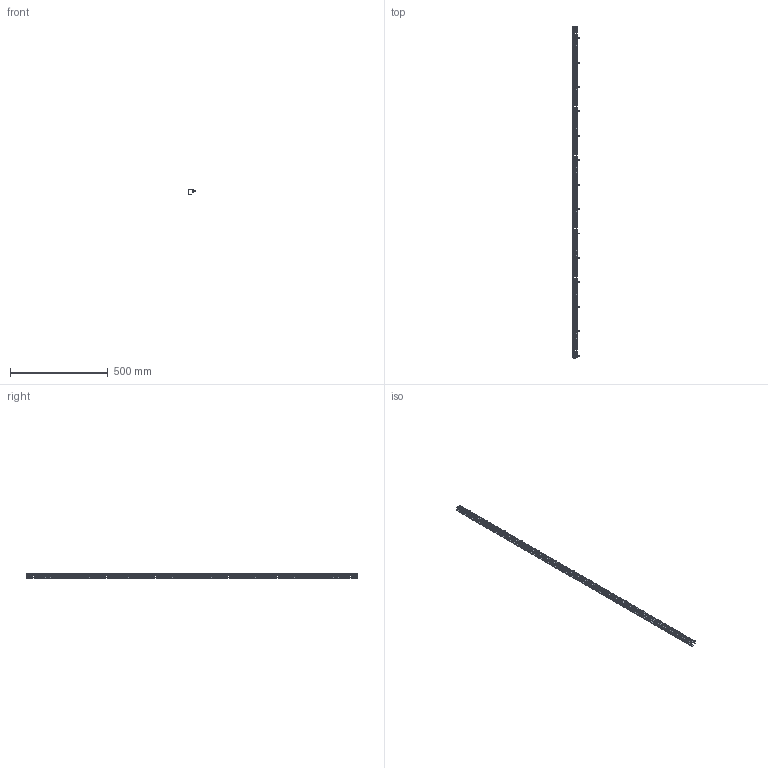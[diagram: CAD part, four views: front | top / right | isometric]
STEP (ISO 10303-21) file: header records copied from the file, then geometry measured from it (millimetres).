
FILE_DESCRIPTION (( 'STEP AP203' ), '1' );
FILE_NAME ('UR52800170202 Øèíà àäàïòåðíàÿ RS52 180.00 (000.801.528).STEP', '2022-04-18T10:22:24', ( '' ), ( '' ), 'SwSTEP 2.0', 'SolidWorks 2017', '' );
FILE_SCHEMA (( 'CONFIG_CONTROL_DESIGN' ));
Length unit declared in the file: millimetre
Products named in the file (3): Âèíò DIN 7500 C TORX_Œ5å12; UR52800170202 Øèíà àäàïòåðíàÿ RS52 180.00 (000.801.528); 030-107 Øèíà àäàïòåðíàÿ_00 (180)
Assembly tree (15 placements, depth 2):
  UR52800170202 Øèíà àäàïòåðíàÿ RS52 180.00 (000.801.528)
    030-107 Øèíà àäàïòåðíàÿ_00 (180)
    Âèíò DIN 7500 C TORX_Œ5å12  x14
Bounding box: 35.1 x 1700 x 24.5 mm (x, y, z)
Volume: 124472.1 mm3; surface area: 198766.5 mm2
Topology: 15 solids, 15 shells, 2826 faces, 8126 edges, 5128 vertices
Faces by surface type: plane 1588, cylinder 1154, cone 56, sphere 28
Entity records: 77119 total; most frequent: ORIENTED_EDGE 13340, CARTESIAN_POINT 13269, DIRECTION 13137, EDGE_CURVE 6670, LINE 4777, VECTOR 4777, AXIS2_PLACEMENT_3D 4180, VERTEX_POINT 4166
